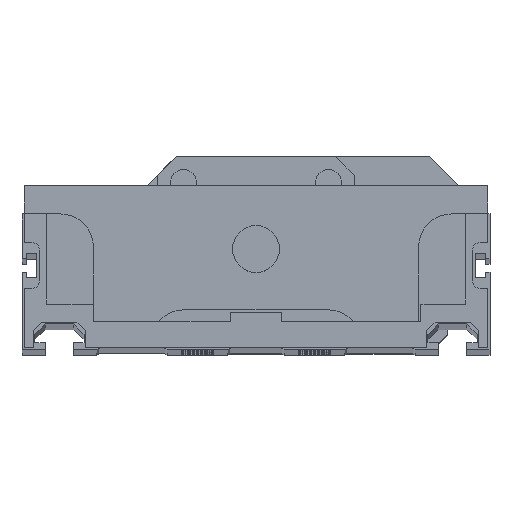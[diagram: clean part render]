
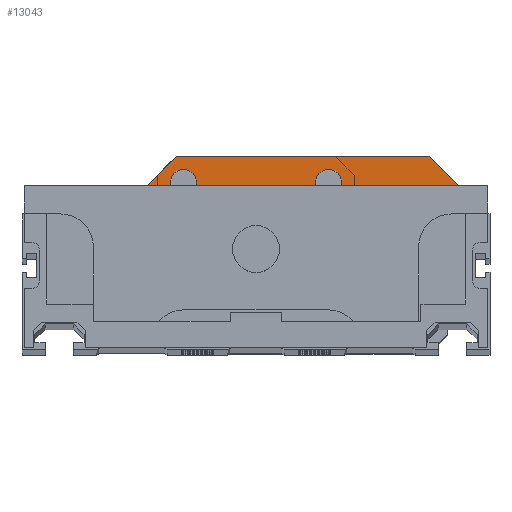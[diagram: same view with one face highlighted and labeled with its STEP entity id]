
A CAD part, top view. The second image highlights one B-rep face of the part: STEP entity #13043.
In plain terms, the highlighted planar face has unit normal (0, 0, 1).
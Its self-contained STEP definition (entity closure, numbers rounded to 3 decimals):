
#420 = VERTEX_POINT ( 'NONE', #30555 ) ;
#1297 = CARTESIAN_POINT ( 'NONE',  ( 37.13, 21., 0. ) ) ;
#1498 = CARTESIAN_POINT ( 'NONE',  ( -12.938, 13.5, 0. ) ) ;
#1701 = VERTEX_POINT ( 'NONE', #29346 ) ;
#2411 = CARTESIAN_POINT ( 'NONE',  ( -17., 21., 0. ) ) ;
#2650 = EDGE_CURVE ( 'NONE', #19904, #7596, #28727, .T. ) ;
#2706 = AXIS2_PLACEMENT_3D ( 'NONE', #27515, #30423, #16634 ) ;
#2754 = CIRCLE ( 'NONE', #27248, 3.25 ) ;
#2957 = LINE ( 'NONE', #26637, #21170 ) ;
#5473 = DIRECTION ( 'NONE',  ( 0., 0., -1. ) ) ;
#5614 = EDGE_CURVE ( 'NONE', #1701, #24301, #2957, .T. ) ;
#6448 = ORIENTED_EDGE ( 'NONE', *, *, #13283, .F. ) ;
#6495 = VECTOR ( 'NONE', #16583, 1000. ) ;
#6816 = EDGE_CURVE ( 'NONE', #18315, #1701, #29937, .T. ) ;
#7596 = VERTEX_POINT ( 'NONE', #1498 ) ;
#7752 = DIRECTION ( 'NONE',  ( -1., 0., 0. ) ) ;
#8406 = CARTESIAN_POINT ( 'NONE',  ( 18.062, 13.5, 0. ) ) ;
#8579 = PLANE ( 'NONE',  #16209 ) ;
#9161 = CARTESIAN_POINT ( 'NONE',  ( 37.13, 21., 0. ) ) ;
#9825 = EDGE_LOOP ( 'NONE', ( #32681, #10694, #14067, #17777, #17969, #13896, #17982, #6448 ) ) ;
#10554 = VECTOR ( 'NONE', #20718, 1000. ) ;
#10694 = ORIENTED_EDGE ( 'NONE', *, *, #29062, .F. ) ;
#13043 = ADVANCED_FACE ( 'NONE', ( #26302 ), #8579, .T. ) ;
#13283 = EDGE_CURVE ( 'NONE', #22457, #420, #18102, .T. ) ;
#13858 = CARTESIAN_POINT ( 'NONE',  ( -47.9, -0.25, 0. ) ) ;
#13896 = ORIENTED_EDGE ( 'NONE', *, *, #6816, .F. ) ;
#14061 = VECTOR ( 'NONE', #33091, 1000. ) ;
#14067 = ORIENTED_EDGE ( 'NONE', *, *, #2650, .F. ) ;
#14413 = CARTESIAN_POINT ( 'NONE',  ( -24.5, 13.5, 0. ) ) ;
#14785 = DIRECTION ( 'NONE',  ( -1., 0., 0. ) ) ;
#16209 = AXIS2_PLACEMENT_3D ( 'NONE', #13858, #29042, #18973 ) ;
#16583 = DIRECTION ( 'NONE',  ( 1., 0., 0. ) ) ;
#16634 = DIRECTION ( 'NONE',  ( 1., 0., 0. ) ) ;
#17777 = ORIENTED_EDGE ( 'NONE', *, *, #29757, .F. ) ;
#17851 = CARTESIAN_POINT ( 'NONE',  ( -49.5, 13.5, 0. ) ) ;
#17969 = ORIENTED_EDGE ( 'NONE', *, *, #5614, .F. ) ;
#17982 = ORIENTED_EDGE ( 'NONE', *, *, #28307, .F. ) ;
#18102 = LINE ( 'NONE', #2411, #14061 ) ;
#18315 = VERTEX_POINT ( 'NONE', #9161 ) ;
#18860 = VECTOR ( 'NONE', #14785, 1000. ) ;
#18973 = DIRECTION ( 'NONE',  ( 1., 0., 0. ) ) ;
#19904 = VERTEX_POINT ( 'NONE', #26519 ) ;
#20420 = LINE ( 'NONE', #17851, #18860 ) ;
#20718 = DIRECTION ( 'NONE',  ( -1., 0., 0. ) ) ;
#21170 = VECTOR ( 'NONE', #7752, 1000. ) ;
#21225 = CARTESIAN_POINT ( 'NONE',  ( -12.938, 13.5, 0. ) ) ;
#21866 = CARTESIAN_POINT ( 'NONE',  ( 37.13, 21., 0. ) ) ;
#22229 = EDGE_CURVE ( 'NONE', #25800, #22457, #20420, .T. ) ;
#22255 = DIRECTION ( 'NONE',  ( 0.707, -0.707, 0. ) ) ;
#22457 = VERTEX_POINT ( 'NONE', #14413 ) ;
#22466 = CARTESIAN_POINT ( 'NONE',  ( -18.062, 13.5, 0. ) ) ;
#24301 = VERTEX_POINT ( 'NONE', #8406 ) ;
#25800 = VERTEX_POINT ( 'NONE', #22466 ) ;
#26302 = FACE_OUTER_BOUND ( 'NONE', #9825, .T. ) ;
#26519 = CARTESIAN_POINT ( 'NONE',  ( 12.938, 13.5, 0. ) ) ;
#26637 = CARTESIAN_POINT ( 'NONE',  ( 18.062, 13.5, 0. ) ) ;
#27248 = AXIS2_PLACEMENT_3D ( 'NONE', #31560, #5473, #29180 ) ;
#27515 = CARTESIAN_POINT ( 'NONE',  ( -15.5, 15.5, 0. ) ) ;
#28307 = EDGE_CURVE ( 'NONE', #420, #18315, #30049, .T. ) ;
#28727 = LINE ( 'NONE', #21225, #10554 ) ;
#29042 = DIRECTION ( 'NONE',  ( 0., 0., 1. ) ) ;
#29062 = EDGE_CURVE ( 'NONE', #7596, #25800, #29384, .T. ) ;
#29180 = DIRECTION ( 'NONE',  ( 1., 0., 0. ) ) ;
#29346 = CARTESIAN_POINT ( 'NONE',  ( 44.63, 13.5, 0. ) ) ;
#29384 = CIRCLE ( 'NONE', #2706, 3.25 ) ;
#29757 = EDGE_CURVE ( 'NONE', #24301, #19904, #2754, .T. ) ;
#29937 = LINE ( 'NONE', #1297, #32115 ) ;
#30049 = LINE ( 'NONE', #21866, #6495 ) ;
#30423 = DIRECTION ( 'NONE',  ( 0., 0., -1. ) ) ;
#30555 = CARTESIAN_POINT ( 'NONE',  ( -17., 21., 0. ) ) ;
#31560 = CARTESIAN_POINT ( 'NONE',  ( 15.5, 15.5, 0. ) ) ;
#32115 = VECTOR ( 'NONE', #22255, 1000. ) ;
#32681 = ORIENTED_EDGE ( 'NONE', *, *, #22229, .F. ) ;
#33091 = DIRECTION ( 'NONE',  ( 0.707, 0.707, 0. ) ) ;
